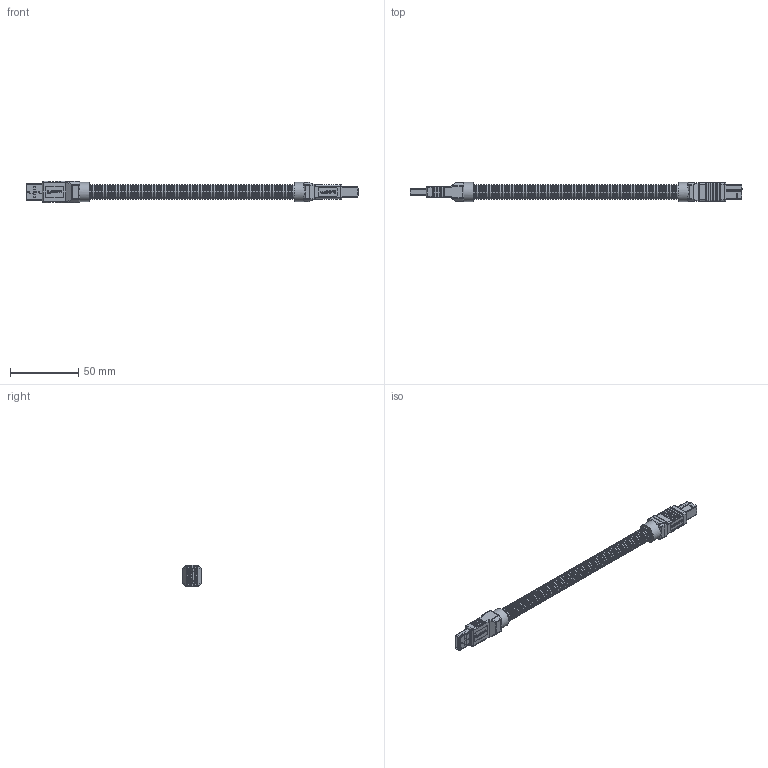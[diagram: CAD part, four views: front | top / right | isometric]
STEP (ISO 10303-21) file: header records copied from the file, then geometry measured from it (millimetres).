
FILE_DESCRIPTION (( 'STEP AP214' ), '1' );
FILE_NAME ('U3A00004.STEP', '2018-04-19T15:54:39', ( '' ), ( '' ), 'SwSTEP 2.0', 'SolidWorks 2017', '' );
FILE_SCHEMA (( 'AUTOMOTIVE_DESIGN' ));
Length unit declared in the file: inch
Products named in the file (17): 1AY06-121_150mm long; MTN-1027_NO CABLE; MTN-597; MTN-1027_NO CBL; 1AA05-075_SR CRIMPED; 1AA05-075-MA3_SR CRIMPED; 1AA05-075-MA2___; 1AA05-075-MA1___; MTN-1026_NO CABLE; MTN-1026; 1AA05-046-MA2_Without Crimp; 1AA05-046-MA1; MTN-593; 1AA05-046-MA3; 3AC08-027; U3A00004
Assembly tree (16 placements, depth 4):
  U3A00004
    3AC08-027
    MTN-1026_NO CABLE
      MTN-593
        1AA05-046-MA3
        MTN-593
      1AA05-046-MA1
      1AA05-046-MA2_Without Crimp
      MTN-1026
    MTN-1027_NO CABLE
      1AA05-075_SR CRIMPED
        1AA05-075-MA1___
        1AA05-075-MA2___
        1AA05-075-MA3_SR CRIMPED
      MTN-1027_NO CBL
      MTN-597
    1AY06-121_150mm long
Bounding box: 243.4 x 14 x 15.7 mm (x, y, z)
Volume: 18789.6 mm3; surface area: 30043.1 mm2
Topology: 36 solids, 36 shells, 3516 faces, 8516 edges, 5402 vertices
Faces by surface type: plane 2078, cylinder 739, torus 417, bspline 229, sphere 53
Full cylindrical faces by diameter (mm): 0.9 x4, 5.486 x1, 5.5 x2, 7.7 x62, 8.3 x62, 9.7 x63, 10.3 x63, 14 x2
Entity records: 113617 total; most frequent: CARTESIAN_POINT 28343, DIRECTION 15723, ORIENTED_EDGE 15562, EDGE_CURVE 7781, VERTEX_POINT 5330, VECTOR 5285, LINE 5285, AXIS2_PLACEMENT_3D 5219
